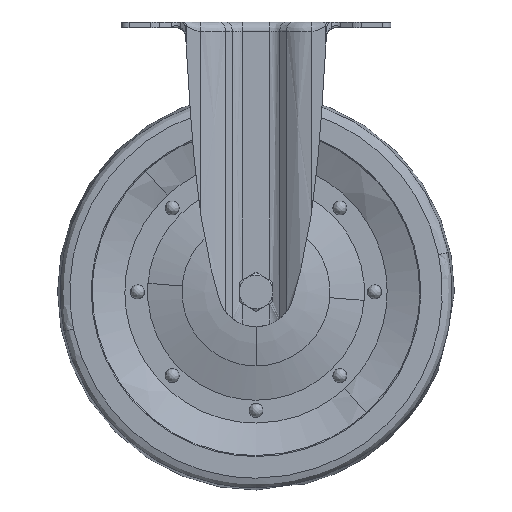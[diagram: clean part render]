
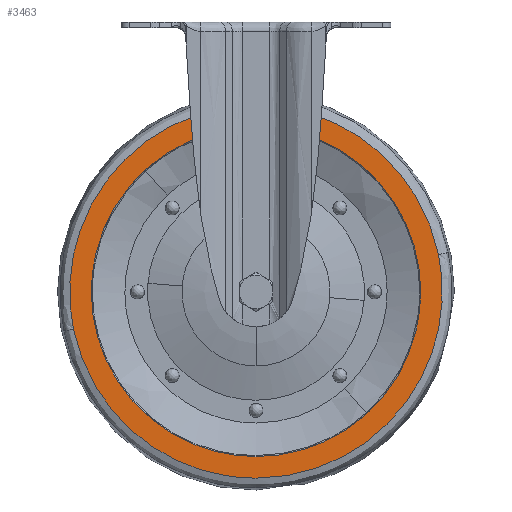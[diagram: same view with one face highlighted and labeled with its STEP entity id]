
A CAD part, front view. The second image highlights one B-rep face of the part: STEP entity #3463.
In plain terms, the highlighted free-form (B-spline) face has degree [1, 1] with [2, 2] control points.
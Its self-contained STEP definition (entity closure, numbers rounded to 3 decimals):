
#3261=CARTESIAN_POINT('',(91.997,-16.,-117.249));
#3262=VERTEX_POINT('',#3261);
#3276=CARTESIAN_POINT('',(0.0,-16.,-229.889));
#3277=VERTEX_POINT('',#3276);
#3278=CARTESIAN_POINT('',(0.0,-16.,-229.889));
#3279=CARTESIAN_POINT('',(93.889,-16.,-229.889));
#3280=CARTESIAN_POINT('',(93.889,-16.,-136.));
#3281=CARTESIAN_POINT('',(93.889,-16.,-126.529));
#3282=CARTESIAN_POINT('',(91.997,-16.,-117.249));
#3290=(BOUNDED_CURVE()B_SPLINE_CURVE(2,(#3278,#3279,#3280,#3281,#3282),.UNSPECIFIED.,.F.,.U.)B_SPLINE_CURVE_WITH_KNOTS((3,2,3),(0.0,0.25,0.284),.UNSPECIFIED.)CURVE()GEOMETRIC_REPRESENTATION_ITEM()RATIONAL_B_SPLINE_CURVE((1.0,0.707,1.0,0.96,0.931))REPRESENTATION_ITEM(''));
#3291=EDGE_CURVE('',#3277,#3262,#3290,.T.);
#3293=CARTESIAN_POINT('',(-91.997,-16.,-154.751));
#3294=VERTEX_POINT('',#3293);
#3295=CARTESIAN_POINT('',(-91.997,-16.,-154.751));
#3296=CARTESIAN_POINT('',(-76.683,-16.,-229.889));
#3297=CARTESIAN_POINT('',(0.0,-16.,-229.889));
#3305=(BOUNDED_CURVE()B_SPLINE_CURVE(2,(#3295,#3296,#3297),.UNSPECIFIED.,.F.,.U.)B_SPLINE_CURVE_WITH_KNOTS((3,3),(0.784,1.0),.UNSPECIFIED.)CURVE()GEOMETRIC_REPRESENTATION_ITEM()RATIONAL_B_SPLINE_CURVE((0.931,0.747,1.0))REPRESENTATION_ITEM(''));
#3306=EDGE_CURVE('',#3294,#3277,#3305,.T.);
#3355=CARTESIAN_POINT('',(0.0,-16.0,-42.111));
#3356=VERTEX_POINT('',#3355);
#3357=CARTESIAN_POINT('',(0.0,-16.0,-42.111));
#3358=CARTESIAN_POINT('',(-93.889,-16.0,-42.111));
#3359=CARTESIAN_POINT('',(-93.889,-16.,-136.));
#3360=CARTESIAN_POINT('',(-93.889,-16.,-145.471));
#3361=CARTESIAN_POINT('',(-91.997,-16.,-154.751));
#3369=(BOUNDED_CURVE()B_SPLINE_CURVE(2,(#3357,#3358,#3359,#3360,#3361),.UNSPECIFIED.,.F.,.U.)B_SPLINE_CURVE_WITH_KNOTS((3,2,3),(0.5,0.75,0.784),.UNSPECIFIED.)CURVE()GEOMETRIC_REPRESENTATION_ITEM()RATIONAL_B_SPLINE_CURVE((1.0,0.707,1.0,0.96,0.931))REPRESENTATION_ITEM(''));
#3370=EDGE_CURVE('',#3356,#3294,#3369,.T.);
#3372=CARTESIAN_POINT('',(91.997,-16.,-117.249));
#3373=CARTESIAN_POINT('',(76.683,-16.,-42.111));
#3374=CARTESIAN_POINT('',(0.0,-16.0,-42.111));
#3382=(BOUNDED_CURVE()B_SPLINE_CURVE(2,(#3372,#3373,#3374),.UNSPECIFIED.,.F.,.U.)B_SPLINE_CURVE_WITH_KNOTS((3,3),(0.284,0.5),.UNSPECIFIED.)CURVE()GEOMETRIC_REPRESENTATION_ITEM()RATIONAL_B_SPLINE_CURVE((0.931,0.747,1.0))REPRESENTATION_ITEM(''));
#3383=EDGE_CURVE('',#3262,#3356,#3382,.T.);
#3390=CARTESIAN_POINT('',(-103.239,-16.0,-32.732));
#3391=CARTESIAN_POINT('',(-103.239,-16.0,-239.268));
#3392=CARTESIAN_POINT('',(103.239,-16.0,-32.732));
#3393=CARTESIAN_POINT('',(103.239,-16.0,-239.268));
#3394=B_SPLINE_SURFACE_WITH_KNOTS('',1,1,((#3390,#3392),(#3391,#3393)),.UNSPECIFIED.,.F.,.F.,.U.,(2,2),(2,2),(0.0,206.537),(0.0,206.478),.UNSPECIFIED.);
#3395=ORIENTED_EDGE('',*,*,#3291,.T.);
#3396=ORIENTED_EDGE('',*,*,#3383,.T.);
#3397=ORIENTED_EDGE('',*,*,#3370,.T.);
#3398=ORIENTED_EDGE('',*,*,#3306,.T.);
#3399=EDGE_LOOP('',(#3395,#3396,#3397,#3398));
#3400=FACE_OUTER_BOUND('',#3399,.T.);
#3401=CARTESIAN_POINT('',(0.0,-16.0,-53.));
#3402=VERTEX_POINT('',#3401);
#3403=CARTESIAN_POINT('',(-83.,-16.0,-136.0));
#3404=VERTEX_POINT('',#3403);
#3405=CARTESIAN_POINT('',(0.0,-16.0,-53.));
#3406=CARTESIAN_POINT('',(-83.,-16.0,-53.));
#3407=CARTESIAN_POINT('',(-83.,-16.0,-136.0));
#3415=(BOUNDED_CURVE()B_SPLINE_CURVE(2,(#3405,#3406,#3407),.UNSPECIFIED.,.F.,.U.)B_SPLINE_CURVE_WITH_KNOTS((3,3),(0.5,0.75),.UNSPECIFIED.)CURVE()GEOMETRIC_REPRESENTATION_ITEM()RATIONAL_B_SPLINE_CURVE((1.0,0.707,1.0))REPRESENTATION_ITEM(''));
#3416=EDGE_CURVE('',#3402,#3404,#3415,.T.);
#3417=ORIENTED_EDGE('',*,*,#3416,.F.);
#3418=CARTESIAN_POINT('',(83.,-16.0,-136.0));
#3419=VERTEX_POINT('',#3418);
#3420=CARTESIAN_POINT('',(83.,-16.0,-136.0));
#3421=CARTESIAN_POINT('',(83.,-16.0,-53.));
#3422=CARTESIAN_POINT('',(0.0,-16.0,-53.));
#3430=(BOUNDED_CURVE()B_SPLINE_CURVE(2,(#3420,#3421,#3422),.UNSPECIFIED.,.F.,.U.)B_SPLINE_CURVE_WITH_KNOTS((3,3),(0.25,0.5),.UNSPECIFIED.)CURVE()GEOMETRIC_REPRESENTATION_ITEM()RATIONAL_B_SPLINE_CURVE((1.0,0.707,1.0))REPRESENTATION_ITEM(''));
#3431=EDGE_CURVE('',#3419,#3402,#3430,.T.);
#3432=ORIENTED_EDGE('',*,*,#3431,.F.);
#3433=CARTESIAN_POINT('',(0.0,-16.0,-219.0));
#3434=VERTEX_POINT('',#3433);
#3435=CARTESIAN_POINT('',(0.0,-16.0,-219.0));
#3436=CARTESIAN_POINT('',(83.,-16.0,-219.));
#3437=CARTESIAN_POINT('',(83.,-16.0,-136.0));
#3445=(BOUNDED_CURVE()B_SPLINE_CURVE(2,(#3435,#3436,#3437),.UNSPECIFIED.,.F.,.U.)B_SPLINE_CURVE_WITH_KNOTS((3,3),(0.0,0.25),.UNSPECIFIED.)CURVE()GEOMETRIC_REPRESENTATION_ITEM()RATIONAL_B_SPLINE_CURVE((1.0,0.707,1.0))REPRESENTATION_ITEM(''));
#3446=EDGE_CURVE('',#3434,#3419,#3445,.T.);
#3447=ORIENTED_EDGE('',*,*,#3446,.F.);
#3448=CARTESIAN_POINT('',(-83.,-16.0,-136.0));
#3449=CARTESIAN_POINT('',(-83.,-16.0,-219.));
#3450=CARTESIAN_POINT('',(0.0,-16.0,-219.0));
#3458=(BOUNDED_CURVE()B_SPLINE_CURVE(2,(#3448,#3449,#3450),.UNSPECIFIED.,.F.,.U.)B_SPLINE_CURVE_WITH_KNOTS((3,3),(0.75,1.0),.UNSPECIFIED.)CURVE()GEOMETRIC_REPRESENTATION_ITEM()RATIONAL_B_SPLINE_CURVE((1.0,0.707,1.0))REPRESENTATION_ITEM(''));
#3459=EDGE_CURVE('',#3404,#3434,#3458,.T.);
#3460=ORIENTED_EDGE('',*,*,#3459,.F.);
#3461=EDGE_LOOP('',(#3417,#3432,#3447,#3460));
#3462=FACE_BOUND('',#3461,.T.);
#3463=ADVANCED_FACE('',(#3400,#3462),#3394,.T.);
